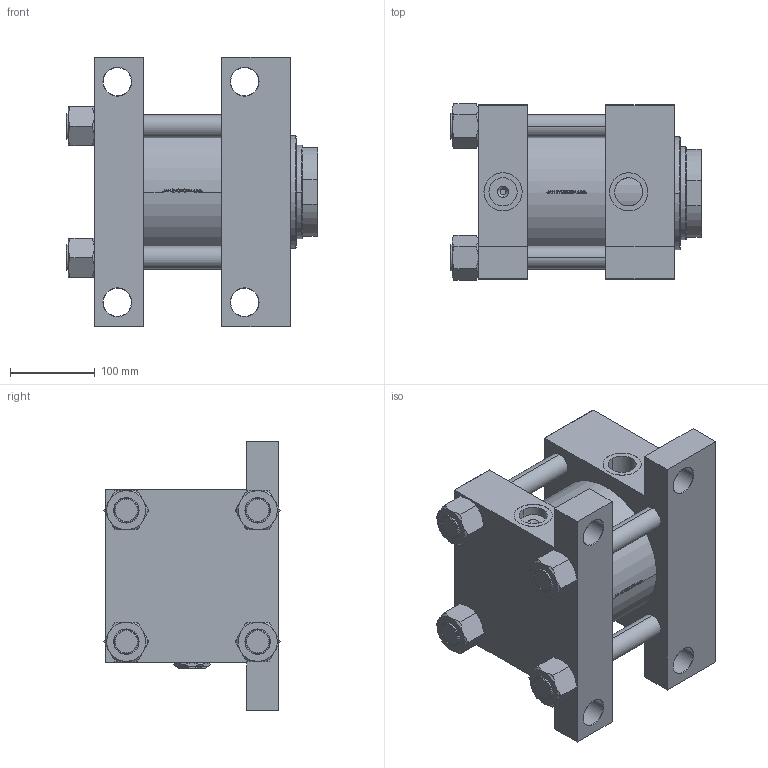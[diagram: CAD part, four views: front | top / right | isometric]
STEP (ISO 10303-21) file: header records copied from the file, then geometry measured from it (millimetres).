
FILE_DESCRIPTION (( 'STEP AP203' ), '1' );
FILE_NAME ('3526.STEP', '2024-05-22T17:30:14', ( '' ), ( '' ), 'SwSTEP 2.0', 'SolidWorks 2019', '' );
FILE_SCHEMA (( 'CONFIG_CONTROL_DESIGN' ));
Length unit declared in the file: millimetre
Products named in the file (7): V215_VC_A 92ba2abddb3a880792e399391c32da86; 3526; V215CR_G_TYCINKA 92ba2abddb3a880792e399391c32da86; V215CR_VCP_G 92ba2abddb3a880792e399391c32da86; NUT_M5_G 92ba2abddb3a880792e399391c32da86; V215CR_G_Body 92ba2abddb3a880792e399391c32da86; Zatka_pro_OIL_PORT 92ba2abddb3a880792e399391c32da86
Assembly tree (13 placements, depth 2):
  3526
    V215CR_G_Body 92ba2abddb3a880792e399391c32da86
    V215CR_VCP_G 92ba2abddb3a880792e399391c32da86
    V215CR_G_TYCINKA 92ba2abddb3a880792e399391c32da86  x4
    NUT_M5_G 92ba2abddb3a880792e399391c32da86  x4
    V215_VC_A 92ba2abddb3a880792e399391c32da86
    Zatka_pro_OIL_PORT 92ba2abddb3a880792e399391c32da86  x2
Bounding box: 296 x 208.14 x 318 mm (x, y, z)
Volume: 8150450.1 mm3; surface area: 780085.9 mm2
Topology: 13 solids, 13 shells, 1231 faces, 3130 edges, 2013 vertices
Faces by surface type: plane 525, bspline 380, cone 186, cylinder 132, torus 8
Entity records: 50065 total; most frequent: CARTESIAN_POINT 26781, ORIENTED_EDGE 5332, DIRECTION 3356, EDGE_CURVE 2666, VERTEX_POINT 1733, VECTOR 1348, LINE 1348, EDGE_LOOP 1143
